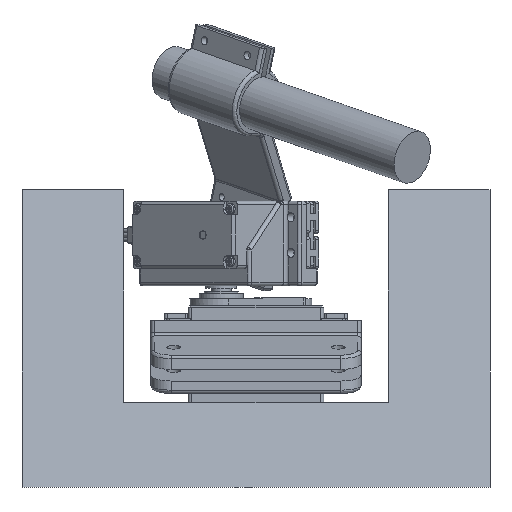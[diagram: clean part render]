
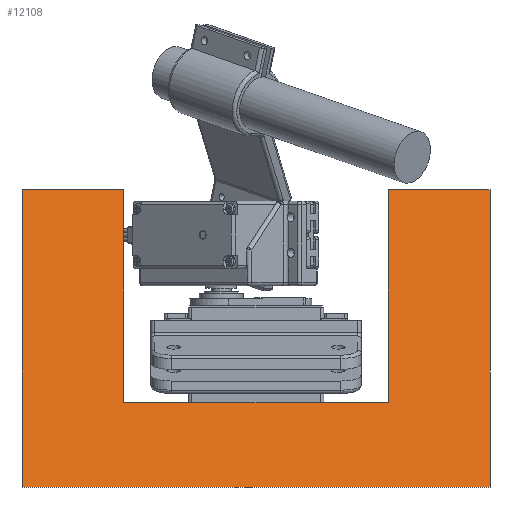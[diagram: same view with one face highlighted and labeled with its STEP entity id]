
A CAD part, front view. The second image highlights one B-rep face of the part: STEP entity #12108.
In plain terms, the highlighted planar face has unit normal (0, -0.961, 0.277).
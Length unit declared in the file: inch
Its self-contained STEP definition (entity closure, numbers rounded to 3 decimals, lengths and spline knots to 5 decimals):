
#160=PLANE('',#13064);
#612=LINE('',#18221,#1796);
#616=LINE('',#18229,#1800);
#617=LINE('',#18231,#1801);
#618=LINE('',#18233,#1802);
#619=LINE('',#18235,#1803);
#620=LINE('',#18237,#1804);
#621=LINE('',#18238,#1805);
#622=LINE('',#18240,#1806);
#1796=VECTOR('',#14568,39.37008);
#1800=VECTOR('',#14572,39.37008);
#1801=VECTOR('',#14575,39.37008);
#1802=VECTOR('',#14576,39.37008);
#1803=VECTOR('',#14577,39.37008);
#1804=VECTOR('',#14578,39.37008);
#1805=VECTOR('',#14579,39.37008);
#1806=VECTOR('',#14580,39.37008);
#4056=ORIENTED_EDGE('',*,*,#7448,.F.);
#4057=ORIENTED_EDGE('',*,*,#7447,.T.);
#4058=ORIENTED_EDGE('',*,*,#7449,.T.);
#4059=ORIENTED_EDGE('',*,*,#7450,.F.);
#4060=ORIENTED_EDGE('',*,*,#7451,.F.);
#4061=ORIENTED_EDGE('',*,*,#7443,.T.);
#4062=ORIENTED_EDGE('',*,*,#7452,.T.);
#4063=ORIENTED_EDGE('',*,*,#7453,.T.);
#7443=EDGE_CURVE('',#9163,#9162,#612,.T.);
#7447=EDGE_CURVE('',#9160,#9166,#616,.T.);
#7448=EDGE_CURVE('',#9160,#9167,#617,.T.);
#7449=EDGE_CURVE('',#9166,#9168,#618,.T.);
#7450=EDGE_CURVE('',#9169,#9168,#619,.T.);
#7451=EDGE_CURVE('',#9163,#9169,#620,.T.);
#7452=EDGE_CURVE('',#9162,#9170,#621,.T.);
#7453=EDGE_CURVE('',#9170,#9167,#622,.T.);
#9160=VERTEX_POINT('',#18216);
#9162=VERTEX_POINT('',#18220);
#9163=VERTEX_POINT('',#18222);
#9166=VERTEX_POINT('',#18228);
#9167=VERTEX_POINT('',#18232);
#9168=VERTEX_POINT('',#18234);
#9169=VERTEX_POINT('',#18236);
#9170=VERTEX_POINT('',#18239);
#10388=EDGE_LOOP('',(#4056,#4057,#4058,#4059,#4060,#4061,#4062,#4063));
#11249=FACE_BOUND('',#10388,.T.);
#12108=ADVANCED_FACE('',(#11249),#160,.F.);
#13064=AXIS2_PLACEMENT_3D('',#18230,#14573,#14574);
#14568=DIRECTION('',(-1.,0.,0.));
#14572=DIRECTION('',(-1.,0.,0.));
#14573=DIRECTION('',(0.,0.961,-0.277));
#14574=DIRECTION('',(0.,0.277,0.961));
#14575=DIRECTION('',(0.,-0.277,-0.961));
#14576=DIRECTION('',(0.,-0.277,-0.961));
#14577=DIRECTION('',(-1.,0.,0.));
#14578=DIRECTION('',(0.,-0.277,-0.961));
#14579=DIRECTION('',(0.,-0.277,-0.961));
#14580=DIRECTION('',(-1.,0.,0.));
#18216=CARTESIAN_POINT('',(-1.53543,-1.73293,3.45669));
#18220=CARTESIAN_POINT('',(1.53543,-1.73293,3.45669));
#18221=CARTESIAN_POINT('',(2.71654,-1.73293,3.45669));
#18222=CARTESIAN_POINT('',(2.71654,-1.73293,3.45669));
#18228=CARTESIAN_POINT('',(-2.71654,-1.73293,3.45669));
#18229=CARTESIAN_POINT('',(2.71654,-1.73293,3.45669));
#18230=CARTESIAN_POINT('',(2.71654,-2.23117,1.72835));
#18231=CARTESIAN_POINT('',(-1.53543,-2.23117,1.72835));
#18232=CARTESIAN_POINT('',(-1.53543,-2.44568,0.98425));
#18233=CARTESIAN_POINT('',(-2.71654,-2.23117,1.72835));
#18234=CARTESIAN_POINT('',(-2.71654,-2.72942,0.));
#18235=CARTESIAN_POINT('',(2.71654,-2.72942,0.));
#18236=CARTESIAN_POINT('',(2.71654,-2.72942,0.));
#18237=CARTESIAN_POINT('',(2.71654,-2.23117,1.72835));
#18238=CARTESIAN_POINT('',(1.53543,-2.23117,1.72835));
#18239=CARTESIAN_POINT('',(1.53543,-2.44568,0.98425));
#18240=CARTESIAN_POINT('',(2.71654,-2.44568,0.98425));
